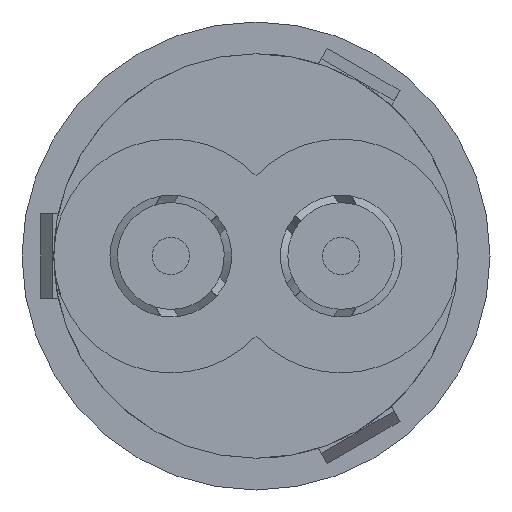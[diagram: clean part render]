
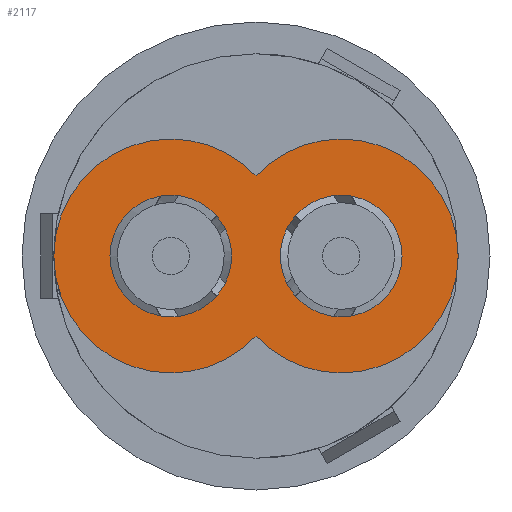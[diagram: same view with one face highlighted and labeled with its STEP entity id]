
A CAD part, front view. The second image highlights one B-rep face of the part: STEP entity #2117.
In plain terms, the highlighted planar face has unit normal (0, -1, 0).
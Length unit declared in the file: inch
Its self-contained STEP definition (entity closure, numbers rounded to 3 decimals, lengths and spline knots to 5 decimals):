
#9 = CARTESIAN_POINT ( 'NONE',  ( 0.0455, -0.821, 0. ) ) ;
#89 = CARTESIAN_POINT ( 'NONE',  ( 0.0455, -0.821, 0.0325 ) ) ;
#106 = CARTESIAN_POINT ( 'NONE',  ( 0.0455, -0.821, 0.0625 ) ) ;
#145 = CARTESIAN_POINT ( 'NONE',  ( 0.0455, -0.821, -0.0325 ) ) ;
#188 = VERTEX_POINT ( 'NONE', #647 ) ;
#212 = VERTEX_POINT ( 'NONE', #106 ) ;
#231 = CARTESIAN_POINT ( 'NONE',  ( 0.0455, -0.821, 0. ) ) ;
#267 = FACE_OUTER_BOUND ( 'NONE', #1452, .T. ) ;
#269 = DIRECTION ( 'NONE',  ( 0., -1., 0. ) ) ;
#298 = DIRECTION ( 'NONE',  ( 0., -1., 0. ) ) ;
#344 = CARTESIAN_POINT ( 'NONE',  ( 0.0455, -0.821, 0. ) ) ;
#348 = FACE_BOUND ( 'NONE', #2359, .T. ) ;
#350 = AXIS2_PLACEMENT_3D ( 'NONE', #2873, #1408, #2896 ) ;
#367 = CIRCLE ( 'NONE', #2565, 0.0625 ) ;
#435 = ORIENTED_EDGE ( 'NONE', *, *, #2961, .T. ) ;
#454 = CARTESIAN_POINT ( 'NONE',  ( -0.0455, -0.821, -0.0325 ) ) ;
#463 = DIRECTION ( 'NONE',  ( 0., 0., -1. ) ) ;
#464 = VERTEX_POINT ( 'NONE', #1259 ) ;
#474 = AXIS2_PLACEMENT_3D ( 'NONE', #1211, #2600, #985 ) ;
#628 = AXIS2_PLACEMENT_3D ( 'NONE', #231, #1807, #463 ) ;
#630 = EDGE_CURVE ( 'NONE', #806, #948, #367, .T. ) ;
#647 = CARTESIAN_POINT ( 'NONE',  ( -0.0455, -0.821, 0.0325 ) ) ;
#724 = CIRCLE ( 'NONE', #1002, 0.0625 ) ;
#806 = VERTEX_POINT ( 'NONE', #2590 ) ;
#814 = VERTEX_POINT ( 'NONE', #1876 ) ;
#846 = PLANE ( 'NONE',  #2926 ) ;
#869 = CARTESIAN_POINT ( 'NONE',  ( -0.0455, -0.821, 0. ) ) ;
#898 = EDGE_CURVE ( 'NONE', #1734, #464, #2910, .T. ) ;
#948 = VERTEX_POINT ( 'NONE', #1941 ) ;
#985 = DIRECTION ( 'NONE',  ( 0., 0., -1. ) ) ;
#1002 = AXIS2_PLACEMENT_3D ( 'NONE', #2725, #1333, #2958 ) ;
#1006 = DIRECTION ( 'NONE',  ( 0., 0., -1. ) ) ;
#1055 = VERTEX_POINT ( 'NONE', #89 ) ;
#1072 = DIRECTION ( 'NONE',  ( 0., -1., 0. ) ) ;
#1095 = DIRECTION ( 'NONE',  ( 0., 0., -1. ) ) ;
#1097 = EDGE_CURVE ( 'NONE', #1055, #2085, #2591, .T. ) ;
#1169 = CARTESIAN_POINT ( 'NONE',  ( -0.0455, -0.821, 0.0625 ) ) ;
#1211 = CARTESIAN_POINT ( 'NONE',  ( -0.0455, -0.821, 0. ) ) ;
#1227 = AXIS2_PLACEMENT_3D ( 'NONE', #9, #2343, #1812 ) ;
#1259 = CARTESIAN_POINT ( 'NONE',  ( -0.0455, -0.821, -0.0625 ) ) ;
#1310 = EDGE_LOOP ( 'NONE', ( #2758, #2314 ) ) ;
#1333 = DIRECTION ( 'NONE',  ( 0., -1., 0. ) ) ;
#1362 = DIRECTION ( 'NONE',  ( 0., -1., 0. ) ) ;
#1401 = ORIENTED_EDGE ( 'NONE', *, *, #2207, .T. ) ;
#1408 = DIRECTION ( 'NONE',  ( 0., -1., 0. ) ) ;
#1422 = VERTEX_POINT ( 'NONE', #454 ) ;
#1452 = EDGE_LOOP ( 'NONE', ( #1401, #2248, #1488, #2322, #1534, #435 ) ) ;
#1474 = DIRECTION ( 'NONE',  ( 0., -1., 0. ) ) ;
#1488 = ORIENTED_EDGE ( 'NONE', *, *, #2831, .T. ) ;
#1522 = EDGE_CURVE ( 'NONE', #2085, #1055, #1631, .T. ) ;
#1534 = ORIENTED_EDGE ( 'NONE', *, *, #1658, .T. ) ;
#1538 = AXIS2_PLACEMENT_3D ( 'NONE', #1854, #269, #2084 ) ;
#1585 = DIRECTION ( 'NONE',  ( 0., 0., -1. ) ) ;
#1631 = CIRCLE ( 'NONE', #1975, 0.0325 ) ;
#1642 = DIRECTION ( 'NONE',  ( 0., 0., -1. ) ) ;
#1658 = EDGE_CURVE ( 'NONE', #948, #212, #2519, .T. ) ;
#1715 = EDGE_CURVE ( 'NONE', #1422, #188, #1811, .T. ) ;
#1734 = VERTEX_POINT ( 'NONE', #1169 ) ;
#1746 = ORIENTED_EDGE ( 'NONE', *, *, #1097, .F. ) ;
#1807 = DIRECTION ( 'NONE',  ( 0., -1., 0. ) ) ;
#1811 = CIRCLE ( 'NONE', #1538, 0.0325 ) ;
#1812 = DIRECTION ( 'NONE',  ( 0., 0., -1. ) ) ;
#1854 = CARTESIAN_POINT ( 'NONE',  ( -0.0455, -0.821, 0. ) ) ;
#1875 = CARTESIAN_POINT ( 'NONE',  ( 0.0455, -0.821, 0. ) ) ;
#1876 = CARTESIAN_POINT ( 'NONE',  ( 0., -0.821, 0.04285 ) ) ;
#1941 = CARTESIAN_POINT ( 'NONE',  ( 0.0455, -0.821, -0.0625 ) ) ;
#1975 = AXIS2_PLACEMENT_3D ( 'NONE', #344, #1474, #1006 ) ;
#1987 = CIRCLE ( 'NONE', #628, 0.0625 ) ;
#2084 = DIRECTION ( 'NONE',  ( 0., 0., -1. ) ) ;
#2085 = VERTEX_POINT ( 'NONE', #145 ) ;
#2110 = CIRCLE ( 'NONE', #350, 0.0325 ) ;
#2117 = ADVANCED_FACE ( 'NONE', ( #348, #2772, #267 ), #846, .T. ) ;
#2206 = AXIS2_PLACEMENT_3D ( 'NONE', #869, #2488, #1095 ) ;
#2207 = EDGE_CURVE ( 'NONE', #814, #1734, #724, .T. ) ;
#2248 = ORIENTED_EDGE ( 'NONE', *, *, #898, .T. ) ;
#2314 = ORIENTED_EDGE ( 'NONE', *, *, #2364, .F. ) ;
#2322 = ORIENTED_EDGE ( 'NONE', *, *, #630, .T. ) ;
#2343 = DIRECTION ( 'NONE',  ( 0., -1., 0. ) ) ;
#2359 = EDGE_LOOP ( 'NONE', ( #2819, #1746 ) ) ;
#2364 = EDGE_CURVE ( 'NONE', #188, #1422, #2110, .T. ) ;
#2488 = DIRECTION ( 'NONE',  ( 0., -1., 0. ) ) ;
#2519 = CIRCLE ( 'NONE', #1227, 0.0625 ) ;
#2565 = AXIS2_PLACEMENT_3D ( 'NONE', #2747, #1362, #1585 ) ;
#2590 = CARTESIAN_POINT ( 'NONE',  ( 0., -0.821, -0.04285 ) ) ;
#2591 = CIRCLE ( 'NONE', #2621, 0.0325 ) ;
#2600 = DIRECTION ( 'NONE',  ( 0., -1., 0. ) ) ;
#2621 = AXIS2_PLACEMENT_3D ( 'NONE', #1875, #298, #1642 ) ;
#2692 = DIRECTION ( 'NONE',  ( 0., 0., -1. ) ) ;
#2725 = CARTESIAN_POINT ( 'NONE',  ( -0.0455, -0.821, 0. ) ) ;
#2744 = CIRCLE ( 'NONE', #2206, 0.0625 ) ;
#2747 = CARTESIAN_POINT ( 'NONE',  ( 0.0455, -0.821, 0. ) ) ;
#2758 = ORIENTED_EDGE ( 'NONE', *, *, #1715, .F. ) ;
#2772 = FACE_BOUND ( 'NONE', #1310, .T. ) ;
#2819 = ORIENTED_EDGE ( 'NONE', *, *, #1522, .F. ) ;
#2831 = EDGE_CURVE ( 'NONE', #464, #806, #2744, .T. ) ;
#2873 = CARTESIAN_POINT ( 'NONE',  ( -0.0455, -0.821, 0. ) ) ;
#2896 = DIRECTION ( 'NONE',  ( 0., 0., -1. ) ) ;
#2910 = CIRCLE ( 'NONE', #474, 0.0625 ) ;
#2916 = CARTESIAN_POINT ( 'NONE',  ( 0., -0.821, 0. ) ) ;
#2926 = AXIS2_PLACEMENT_3D ( 'NONE', #2916, #1072, #2692 ) ;
#2958 = DIRECTION ( 'NONE',  ( 0., 0., -1. ) ) ;
#2961 = EDGE_CURVE ( 'NONE', #212, #814, #1987, .T. ) ;
